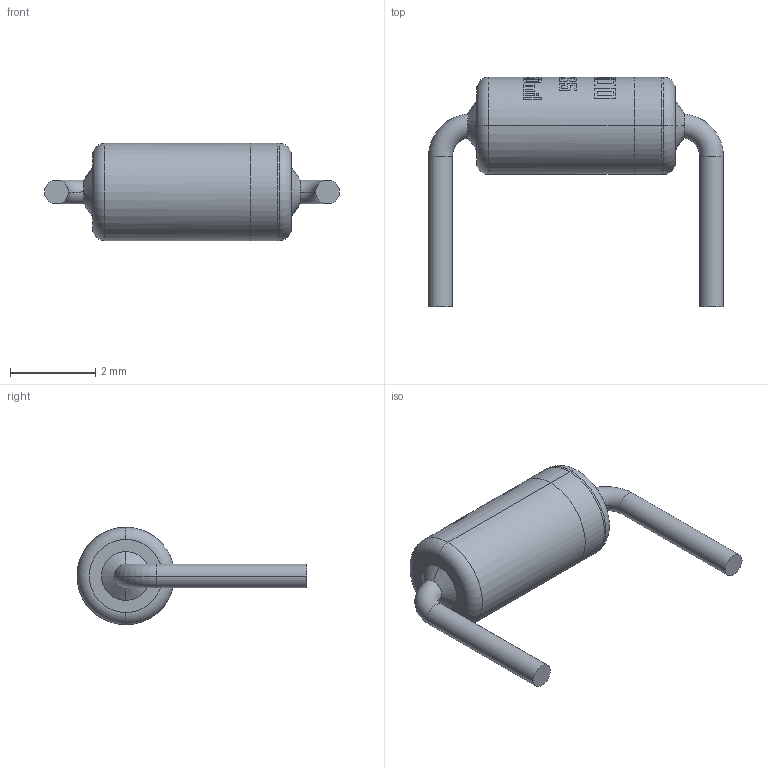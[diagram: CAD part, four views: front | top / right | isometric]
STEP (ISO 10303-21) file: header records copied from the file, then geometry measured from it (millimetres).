
FILE_DESCRIPTION (( 'STEP AP214' ), '1' );
FILE_NAME ('DO-35_Max_250mil_rev1.1.STEP', '2023-05-24T16:29:25', ( '' ), ( '' ), 'SwSTEP 2.0', 'SolidWorks 2020', '' );
FILE_SCHEMA (( 'AUTOMOTIVE_DESIGN' ));
Length unit declared in the file: millimetre
Products named in the file (1): DO-35_Max_250mil_rev1.1
Bounding box: 6.91 x 5.38 x 2.28 mm (x, y, z)
Volume: 18 mm3; surface area: 80.4 mm2
Topology: 1 solids, 2 shells, 62 faces, 343 edges, 309 vertices
Faces by surface type: cylinder 44, torus 8, plane 6, cone 4
Entity records: 4711 total; most frequent: CARTESIAN_POINT 1240, ORIENTED_EDGE 670, DIRECTION 486, EDGE_CURVE 335, VERTEX_POINT 309, AXIS2_PLACEMENT_3D 188, CIRCLE 125, VECTOR 110
